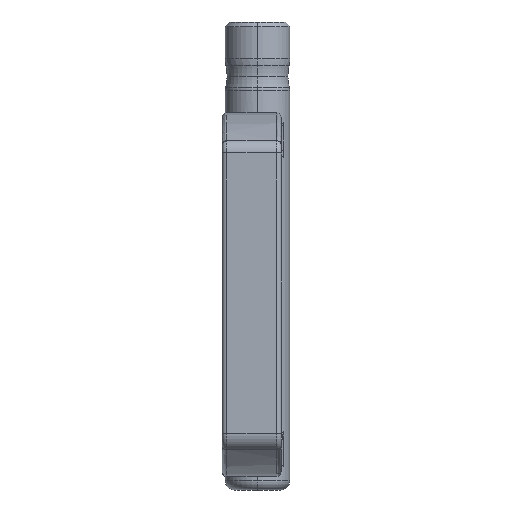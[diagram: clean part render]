
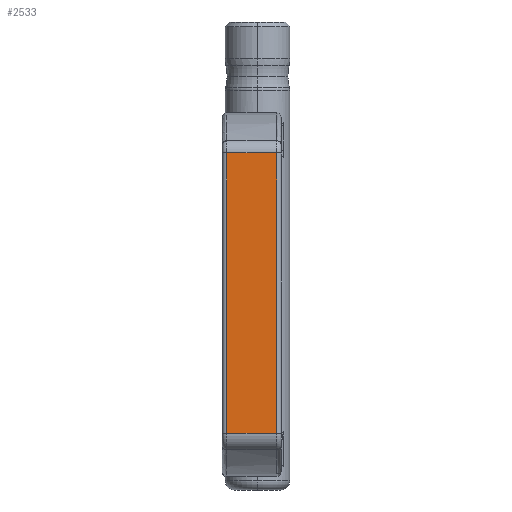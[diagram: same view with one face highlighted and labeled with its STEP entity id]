
A CAD part, left-side view. The second image highlights one B-rep face of the part: STEP entity #2533.
In plain terms, the highlighted planar face has unit normal (-1, 0, 0).
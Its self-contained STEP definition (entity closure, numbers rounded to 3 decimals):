
#65 = AXIS2_PLACEMENT_3D ( 'NONE', #6077, #8363, #10489 ) ;
#1552 = CARTESIAN_POINT ( 'NONE',  ( -52.1, 6.8, 12.44 ) ) ;
#1751 = CARTESIAN_POINT ( 'NONE',  ( -52.1, 7.8, 74.18 ) ) ;
#2195 = CARTESIAN_POINT ( 'NONE',  ( -52.1, -4.2, 74.18 ) ) ;
#2263 = EDGE_CURVE ( 'NONE', #12464, #6512, #10736, .T. ) ;
#2485 = VECTOR ( 'NONE', #13054, 1000. ) ;
#2533 = ADVANCED_FACE ( 'NONE', ( #3044 ), #4273, .F. ) ;
#2795 = CARTESIAN_POINT ( 'NONE',  ( -52.1, 6.8, 74.18 ) ) ;
#2943 = ORIENTED_EDGE ( 'NONE', *, *, #9436, .F. ) ;
#3044 = FACE_OUTER_BOUND ( 'NONE', #11894, .T. ) ;
#4136 = EDGE_CURVE ( 'NONE', #4707, #12464, #5500, .T. ) ;
#4141 = ORIENTED_EDGE ( 'NONE', *, *, #2263, .T. ) ;
#4251 = CARTESIAN_POINT ( 'NONE',  ( -52.1, 7.8, 12.44 ) ) ;
#4273 = PLANE ( 'NONE',  #65 ) ;
#4643 = LINE ( 'NONE', #1751, #2485 ) ;
#4707 = VERTEX_POINT ( 'NONE', #2795 ) ;
#5042 = VERTEX_POINT ( 'NONE', #2195 ) ;
#5255 = ORIENTED_EDGE ( 'NONE', *, *, #5842, .T. ) ;
#5500 = LINE ( 'NONE', #7444, #6536 ) ;
#5842 = EDGE_CURVE ( 'NONE', #6512, #5042, #11666, .T. ) ;
#6077 = CARTESIAN_POINT ( 'NONE',  ( -52.1, 7.8, 0. ) ) ;
#6512 = VERTEX_POINT ( 'NONE', #8127 ) ;
#6536 = VECTOR ( 'NONE', #11636, 1000. ) ;
#6568 = CARTESIAN_POINT ( 'NONE',  ( -52.1, -4.2, 0. ) ) ;
#7244 = VECTOR ( 'NONE', #7637, 1000. ) ;
#7444 = CARTESIAN_POINT ( 'NONE',  ( -52.1, 6.8, 12.44 ) ) ;
#7637 = DIRECTION ( 'NONE',  ( 0., -1., 0. ) ) ;
#8127 = CARTESIAN_POINT ( 'NONE',  ( -52.1, -4.2, 12.44 ) ) ;
#8363 = DIRECTION ( 'NONE',  ( 1., 0., 0. ) ) ;
#8480 = VECTOR ( 'NONE', #9813, 1000. ) ;
#9436 = EDGE_CURVE ( 'NONE', #4707, #5042, #4643, .T. ) ;
#9813 = DIRECTION ( 'NONE',  ( 0., 0., 1. ) ) ;
#10489 = DIRECTION ( 'NONE',  ( 0., 0., -1. ) ) ;
#10655 = ORIENTED_EDGE ( 'NONE', *, *, #4136, .T. ) ;
#10736 = LINE ( 'NONE', #4251, #7244 ) ;
#11636 = DIRECTION ( 'NONE',  ( 0., 0., -1. ) ) ;
#11666 = LINE ( 'NONE', #6568, #8480 ) ;
#11894 = EDGE_LOOP ( 'NONE', ( #2943, #10655, #4141, #5255 ) ) ;
#12464 = VERTEX_POINT ( 'NONE', #1552 ) ;
#13054 = DIRECTION ( 'NONE',  ( 0., -1., 0. ) ) ;
